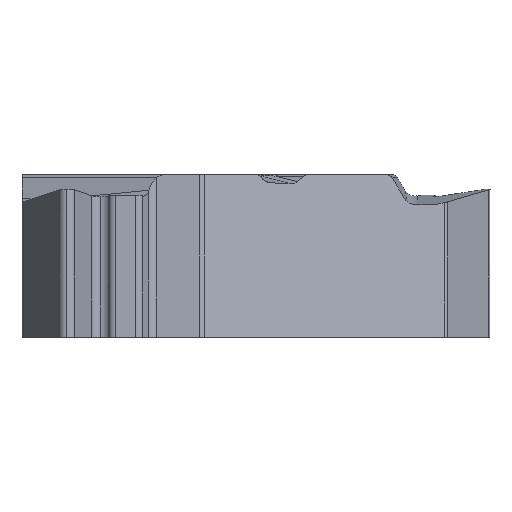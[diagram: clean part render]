
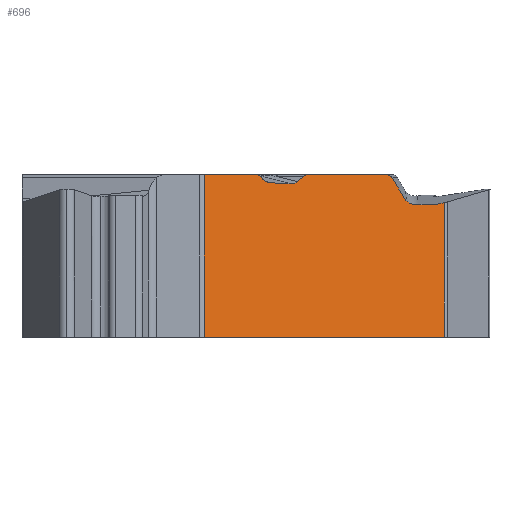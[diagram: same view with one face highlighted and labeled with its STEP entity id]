
A CAD part, front view. The second image highlights one B-rep face of the part: STEP entity #696.
In plain terms, the highlighted planar face has unit normal (0.5, -0.866, 0).
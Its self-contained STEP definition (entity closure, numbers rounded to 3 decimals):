
#92=FACE_OUTER_BOUND('',#885,.T.);
#180=PLANE('',#2320);
#219=LINE('',#3302,#405);
#223=LINE('',#3316,#409);
#301=LINE('',#3628,#487);
#302=LINE('',#3630,#488);
#303=LINE('',#3632,#489);
#304=LINE('',#3634,#490);
#305=LINE('',#3638,#491);
#306=LINE('',#3642,#492);
#307=LINE('',#3647,#493);
#308=LINE('',#3651,#494);
#309=LINE('',#3655,#495);
#405=VECTOR('',#2475,1.);
#409=VECTOR('',#2485,1.);
#487=VECTOR('',#2751,1.);
#488=VECTOR('',#2754,1.);
#489=VECTOR('',#2755,1.);
#490=VECTOR('',#2756,1.);
#491=VECTOR('',#2759,1.);
#492=VECTOR('',#2762,1.);
#493=VECTOR('',#2767,1.);
#494=VECTOR('',#2770,1.);
#495=VECTOR('',#2773,1.);
#619=ELLIPSE('',#2313,0.358,0.32);
#620=ELLIPSE('',#2314,0.389,0.32);
#621=ELLIPSE('',#2315,0.177,0.15);
#622=ELLIPSE('',#2316,0.167,0.15);
#623=ELLIPSE('',#2317,0.314,0.3);
#624=ELLIPSE('',#2318,0.314,0.3);
#625=ELLIPSE('',#2319,0.15,0.15);
#696=ADVANCED_FACE('',(#92),#180,.F.);
#885=EDGE_LOOP('',(#1214,#1215,#1216,#1217,#1218,#1219,#1220,#1221,#1222,
#1223,#1224,#1225,#1226,#1227,#1228,#1229,#1230,#1231));
#1214=ORIENTED_EDGE('',*,*,#1956,.T.);
#1215=ORIENTED_EDGE('',*,*,#1957,.T.);
#1216=ORIENTED_EDGE('',*,*,#1958,.T.);
#1217=ORIENTED_EDGE('',*,*,#1959,.T.);
#1218=ORIENTED_EDGE('',*,*,#1960,.T.);
#1219=ORIENTED_EDGE('',*,*,#1961,.F.);
#1220=ORIENTED_EDGE('',*,*,#1962,.T.);
#1221=ORIENTED_EDGE('',*,*,#1963,.T.);
#1222=ORIENTED_EDGE('',*,*,#1964,.F.);
#1223=ORIENTED_EDGE('',*,*,#1823,.F.);
#1224=ORIENTED_EDGE('',*,*,#1965,.F.);
#1225=ORIENTED_EDGE('',*,*,#1966,.T.);
#1226=ORIENTED_EDGE('',*,*,#1967,.T.);
#1227=ORIENTED_EDGE('',*,*,#1968,.T.);
#1228=ORIENTED_EDGE('',*,*,#1969,.T.);
#1229=ORIENTED_EDGE('',*,*,#1970,.T.);
#1230=ORIENTED_EDGE('',*,*,#1971,.F.);
#1231=ORIENTED_EDGE('',*,*,#1816,.F.);
#1610=VERTEX_POINT('',#3301);
#1611=VERTEX_POINT('',#3303);
#1617=VERTEX_POINT('',#3315);
#1618=VERTEX_POINT('',#3317);
#1706=VERTEX_POINT('',#3627);
#1707=VERTEX_POINT('',#3631);
#1708=VERTEX_POINT('',#3633);
#1709=VERTEX_POINT('',#3635);
#1710=VERTEX_POINT('',#3637);
#1711=VERTEX_POINT('',#3639);
#1712=VERTEX_POINT('',#3641);
#1713=VERTEX_POINT('',#3643);
#1714=VERTEX_POINT('',#3646);
#1715=VERTEX_POINT('',#3648);
#1716=VERTEX_POINT('',#3650);
#1717=VERTEX_POINT('',#3652);
#1718=VERTEX_POINT('',#3654);
#1719=VERTEX_POINT('',#3656);
#1816=EDGE_CURVE('',#1610,#1611,#219,.T.);
#1823=EDGE_CURVE('',#1617,#1618,#223,.T.);
#1956=EDGE_CURVE('',#1610,#1706,#301,.T.);
#1957=EDGE_CURVE('',#1706,#1707,#302,.T.);
#1958=EDGE_CURVE('',#1707,#1708,#303,.T.);
#1959=EDGE_CURVE('',#1708,#1709,#304,.T.);
#1960=EDGE_CURVE('',#1709,#1710,#619,.T.);
#1961=EDGE_CURVE('',#1711,#1710,#305,.T.);
#1962=EDGE_CURVE('',#1711,#1712,#620,.T.);
#1963=EDGE_CURVE('',#1712,#1713,#306,.T.);
#1964=EDGE_CURVE('',#1618,#1713,#621,.T.);
#1965=EDGE_CURVE('',#1714,#1617,#622,.T.);
#1966=EDGE_CURVE('',#1714,#1715,#307,.T.);
#1967=EDGE_CURVE('',#1715,#1716,#623,.T.);
#1968=EDGE_CURVE('',#1716,#1717,#308,.T.);
#1969=EDGE_CURVE('',#1717,#1718,#624,.T.);
#1970=EDGE_CURVE('',#1718,#1719,#309,.T.);
#1971=EDGE_CURVE('',#1611,#1719,#625,.T.);
#2313=AXIS2_PLACEMENT_3D('',#3636,#2757,#2758);
#2314=AXIS2_PLACEMENT_3D('',#3640,#2760,#2761);
#2315=AXIS2_PLACEMENT_3D('',#3644,#2763,#2764);
#2316=AXIS2_PLACEMENT_3D('',#3645,#2765,#2766);
#2317=AXIS2_PLACEMENT_3D('',#3649,#2768,#2769);
#2318=AXIS2_PLACEMENT_3D('',#3653,#2771,#2772);
#2319=AXIS2_PLACEMENT_3D('',#3657,#2774,#2775);
#2320=AXIS2_PLACEMENT_3D('',#3658,#2776,#2777);
#2475=DIRECTION('',(0.866,0.5,0.));
#2485=DIRECTION('',(0.866,0.5,0.));
#2751=DIRECTION('',(0.,0.,-1.));
#2754=DIRECTION('',(0.866,0.5,0.));
#2755=DIRECTION('',(0.,0.,1.));
#2756=DIRECTION('',(-0.853,-0.492,-0.174));
#2757=DIRECTION('',(-0.5,0.866,0.));
#2758=DIRECTION('',(-0.853,-0.492,-0.174));
#2759=DIRECTION('',(0.866,0.5,0.));
#2760=DIRECTION('',(-0.5,0.866,0.));
#2761=DIRECTION('',(-0.859,-0.496,0.126));
#2762=DIRECTION('',(-0.497,-0.287,0.819));
#2763=DIRECTION('',(-0.5,0.866,0.));
#2764=DIRECTION('',(-0.866,-0.5,0.));
#2765=DIRECTION('',(-0.5,0.866,0.));
#2766=DIRECTION('',(-0.866,-0.5,0.));
#2767=DIRECTION('',(-0.687,-0.397,-0.608));
#2768=DIRECTION('',(-0.5,0.866,0.));
#2769=DIRECTION('',(-0.7,-0.404,0.589));
#2770=DIRECTION('',(-0.865,-0.499,0.049));
#2771=DIRECTION('',(-0.5,0.866,0.));
#2772=DIRECTION('',(-0.7,-0.404,0.589));
#2773=DIRECTION('',(-0.656,-0.378,0.653));
#2774=DIRECTION('',(-0.5,0.866,0.));
#2775=DIRECTION('',(0.866,0.5,0.));
#2776=DIRECTION('',(-0.5,0.866,0.));
#2777=DIRECTION('',(-0.866,-0.5,0.));
#3301=CARTESIAN_POINT('',(0.128,-5.426,0.38));
#3302=CARTESIAN_POINT('',(8.733,-0.457,0.38));
#3303=CARTESIAN_POINT('',(1.543,-4.608,0.38));
#3315=CARTESIAN_POINT('',(2.884,-3.834,0.38));
#3316=CARTESIAN_POINT('',(-3.971,-7.792,0.38));
#3317=CARTESIAN_POINT('',(5.027,-2.597,0.38));
#3627=CARTESIAN_POINT('',(0.128,-5.426,-3.97));
#3628=CARTESIAN_POINT('',(0.128,-5.426,0.));
#3630=CARTESIAN_POINT('',(8.733,-0.457,-3.97));
#3631=CARTESIAN_POINT('',(6.561,-1.711,-3.97));
#3632=CARTESIAN_POINT('',(6.561,-1.711,0.));
#3633=CARTESIAN_POINT('',(6.561,-1.711,-0.366));
#3634=CARTESIAN_POINT('',(-3.599,-7.577,-2.434));
#3635=CARTESIAN_POINT('',(6.324,-1.848,-0.414));
#3636=CARTESIAN_POINT('',(6.276,-1.876,-0.099));
#3637=CARTESIAN_POINT('',(6.264,-1.883,-0.42));
#3638=CARTESIAN_POINT('',(-3.971,-7.792,-0.42));
#3639=CARTESIAN_POINT('',(5.801,-2.15,-0.42));
#3640=CARTESIAN_POINT('',(5.785,-2.16,-0.099));
#3641=CARTESIAN_POINT('',(5.496,-2.326,-0.249));
#3642=CARTESIAN_POINT('',(2.28,-4.183,5.054));
#3643=CARTESIAN_POINT('',(5.159,-2.521,0.307));
#3644=CARTESIAN_POINT('',(5.027,-2.597,0.23));
#3645=CARTESIAN_POINT('',(2.884,-3.834,0.23));
#3646=CARTESIAN_POINT('',(2.79,-3.888,0.344));
#3647=CARTESIAN_POINT('',(-1.614,-6.431,-3.552));
#3648=CARTESIAN_POINT('',(2.626,-3.983,0.199));
#3649=CARTESIAN_POINT('',(2.457,-4.081,0.443));
#3650=CARTESIAN_POINT('',(2.455,-4.082,0.138));
#3651=CARTESIAN_POINT('',(8.725,-0.462,-0.213));
#3652=CARTESIAN_POINT('',(1.893,-4.407,0.17));
#3653=CARTESIAN_POINT('',(1.894,-4.406,0.475));
#3654=CARTESIAN_POINT('',(1.723,-4.505,0.249));
#3655=CARTESIAN_POINT('',(5.846,-2.124,-3.862));
#3656=CARTESIAN_POINT('',(1.628,-4.559,0.344));
#3657=CARTESIAN_POINT('',(1.543,-4.608,0.23));
#3658=CARTESIAN_POINT('',(8.733,-0.457,0.));
